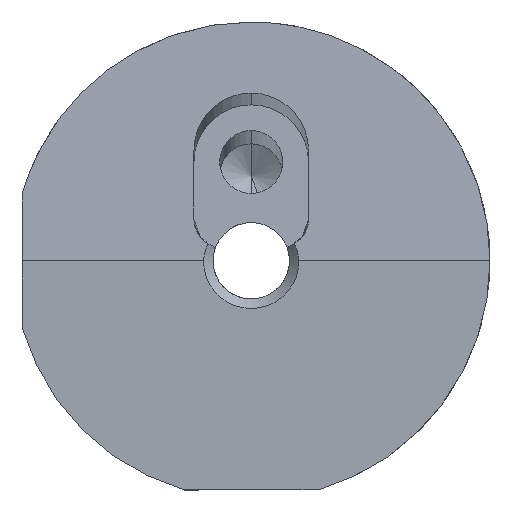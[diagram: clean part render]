
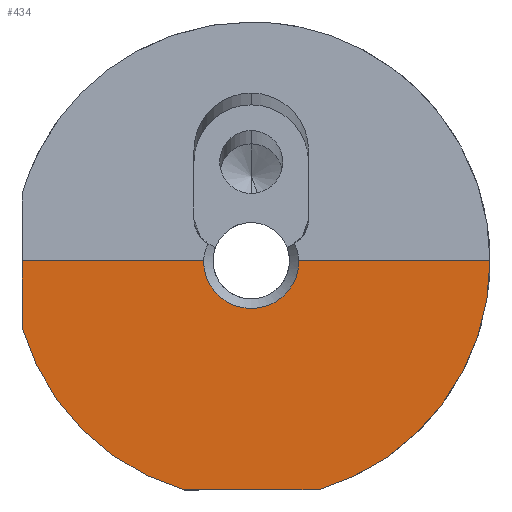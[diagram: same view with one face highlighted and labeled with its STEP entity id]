
A CAD part, left-side view. The second image highlights one B-rep face of the part: STEP entity #434.
In plain terms, the highlighted planar face has unit normal (-1, 0, 0).
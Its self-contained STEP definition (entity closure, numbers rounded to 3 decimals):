
#4 = DIRECTION ( 'NONE',  ( -1., 0., 0. ) ) ;
#16 = ORIENTED_EDGE ( 'NONE', *, *, #813, .F. ) ;
#66 = LINE ( 'NONE', #101, #99 ) ;
#85 = EDGE_CURVE ( 'NONE', #1090, #847, #1006, .T. ) ;
#99 = VECTOR ( 'NONE', #791, 1000. ) ;
#101 = CARTESIAN_POINT ( 'NONE',  ( -133., 12.5, -12. ) ) ;
#188 = LINE ( 'NONE', #1251, #1327 ) ;
#193 = VERTEX_POINT ( 'NONE', #1307 ) ;
#221 = CARTESIAN_POINT ( 'NONE',  ( -133., 0., 0. ) ) ;
#224 = EDGE_LOOP ( 'NONE', ( #795, #1487, #888, #1148, #857, #16, #994 ) ) ;
#252 = CIRCLE ( 'NONE', #317, 12.5 ) ;
#289 = CARTESIAN_POINT ( 'NONE',  ( -133., -12.5, 0. ) ) ;
#317 = AXIS2_PLACEMENT_3D ( 'NONE', #466, #869, #747 ) ;
#318 = PLANE ( 'NONE',  #970 ) ;
#331 = CARTESIAN_POINT ( 'NONE',  ( -133., -3.5, -12. ) ) ;
#345 = VERTEX_POINT ( 'NONE', #331 ) ;
#346 = DIRECTION ( 'NONE',  ( 0., 0., 1. ) ) ;
#406 = CARTESIAN_POINT ( 'NONE',  ( -133., 12., 0. ) ) ;
#424 = CARTESIAN_POINT ( 'NONE',  ( -133., 3.5, -12. ) ) ;
#434 = ADVANCED_FACE ( 'NONE', ( #774 ), #318, .F. ) ;
#450 = VERTEX_POINT ( 'NONE', #834 ) ;
#459 = VECTOR ( 'NONE', #908, 1000. ) ;
#466 = CARTESIAN_POINT ( 'NONE',  ( -133., 0., 0. ) ) ;
#579 = VECTOR ( 'NONE', #1007, 1000. ) ;
#622 = CARTESIAN_POINT ( 'NONE',  ( -133., 12.5, 0. ) ) ;
#628 = EDGE_CURVE ( 'NONE', #345, #797, #252, .T. ) ;
#696 = CARTESIAN_POINT ( 'NONE',  ( -133., 0., 0. ) ) ;
#703 = EDGE_CURVE ( 'NONE', #450, #797, #885, .T. ) ;
#747 = DIRECTION ( 'NONE',  ( 0., 0., 1. ) ) ;
#774 = FACE_OUTER_BOUND ( 'NONE', #224, .T. ) ;
#791 = DIRECTION ( 'NONE',  ( 0., -1., 0. ) ) ;
#795 = ORIENTED_EDGE ( 'NONE', *, *, #1359, .T. ) ;
#797 = VERTEX_POINT ( 'NONE', #289 ) ;
#813 = EDGE_CURVE ( 'NONE', #1090, #193, #188, .T. ) ;
#816 = DIRECTION ( 'NONE',  ( 0., 0., 1. ) ) ;
#834 = CARTESIAN_POINT ( 'NONE',  ( -133., -2.5, 0. ) ) ;
#847 = VERTEX_POINT ( 'NONE', #1059 ) ;
#857 = ORIENTED_EDGE ( 'NONE', *, *, #1316, .F. ) ;
#869 = DIRECTION ( 'NONE',  ( -1., 0., 0. ) ) ;
#880 = AXIS2_PLACEMENT_3D ( 'NONE', #221, #1035, #346 ) ;
#885 = LINE ( 'NONE', #622, #579 ) ;
#888 = ORIENTED_EDGE ( 'NONE', *, *, #628, .T. ) ;
#908 = DIRECTION ( 'NONE',  ( 0., 0., -1. ) ) ;
#970 = AXIS2_PLACEMENT_3D ( 'NONE', #1349, #1231, #1253 ) ;
#994 = ORIENTED_EDGE ( 'NONE', *, *, #85, .T. ) ;
#1006 = LINE ( 'NONE', #1062, #459 ) ;
#1007 = DIRECTION ( 'NONE',  ( 0., -1., 0. ) ) ;
#1035 = DIRECTION ( 'NONE',  ( -1., 0., 0. ) ) ;
#1059 = CARTESIAN_POINT ( 'NONE',  ( -133., 12., -3.5 ) ) ;
#1062 = CARTESIAN_POINT ( 'NONE',  ( -133., 12., 0. ) ) ;
#1069 = DIRECTION ( 'NONE',  ( 0., -1., 0. ) ) ;
#1090 = VERTEX_POINT ( 'NONE', #406 ) ;
#1119 = CIRCLE ( 'NONE', #880, 2.5 ) ;
#1148 = ORIENTED_EDGE ( 'NONE', *, *, #703, .F. ) ;
#1183 = VERTEX_POINT ( 'NONE', #424 ) ;
#1231 = DIRECTION ( 'NONE',  ( 1., 0., 0. ) ) ;
#1251 = CARTESIAN_POINT ( 'NONE',  ( -133., 12.5, 0. ) ) ;
#1253 = DIRECTION ( 'NONE',  ( 0., 0., -1. ) ) ;
#1306 = EDGE_CURVE ( 'NONE', #1183, #345, #66, .T. ) ;
#1307 = CARTESIAN_POINT ( 'NONE',  ( -133., 2.5, 0. ) ) ;
#1316 = EDGE_CURVE ( 'NONE', #193, #450, #1119, .T. ) ;
#1327 = VECTOR ( 'NONE', #1069, 1000. ) ;
#1349 = CARTESIAN_POINT ( 'NONE',  ( -133., 12.5, 0. ) ) ;
#1359 = EDGE_CURVE ( 'NONE', #847, #1183, #1432, .T. ) ;
#1394 = AXIS2_PLACEMENT_3D ( 'NONE', #696, #4, #816 ) ;
#1432 = CIRCLE ( 'NONE', #1394, 12.5 ) ;
#1487 = ORIENTED_EDGE ( 'NONE', *, *, #1306, .T. ) ;
